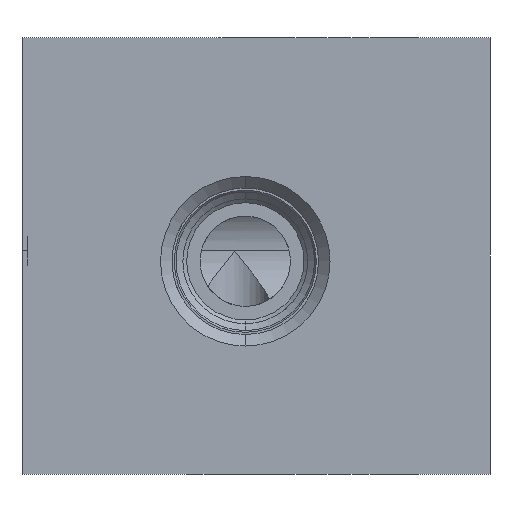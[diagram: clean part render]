
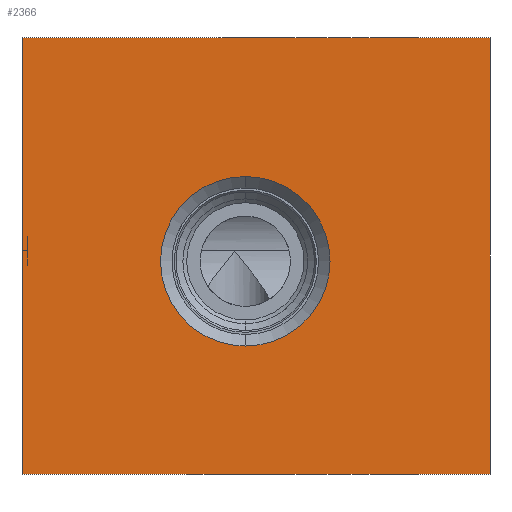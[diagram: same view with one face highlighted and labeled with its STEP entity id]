
A CAD part, left-side view. The second image highlights one B-rep face of the part: STEP entity #2366.
In plain terms, the highlighted planar face has unit normal (-1, 0, 0).
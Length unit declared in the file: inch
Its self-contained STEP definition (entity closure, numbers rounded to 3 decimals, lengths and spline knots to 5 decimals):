
#1=DIRECTION('',(0.,-1.,0.));
#2=VECTOR('',#1,2.75);
#3=CARTESIAN_POINT('',(0.,0.,0.));
#4=LINE('',#3,#2);
#37=DIRECTION('',(0.,0.,1.));
#38=VECTOR('',#37,2.562);
#39=CARTESIAN_POINT('',(0.,0.,0.));
#40=LINE('',#39,#38);
#41=CARTESIAN_POINT('',(0.,-1.312,1.25));
#42=DIRECTION('',(1.,0.,0.));
#43=DIRECTION('',(0.,0.,-1.));
#44=AXIS2_PLACEMENT_3D('',#41,#42,#43);
#46=CARTESIAN_POINT('',(0.,-1.312,1.25));
#47=DIRECTION('',(1.,0.,0.));
#48=DIRECTION('',(0.,0.,1.));
#49=AXIS2_PLACEMENT_3D('',#46,#47,#48);
#89=DIRECTION('',(0.,0.,1.));
#90=VECTOR('',#89,2.562);
#91=CARTESIAN_POINT('',(0.,-2.75,0.));
#92=LINE('',#91,#90);
#113=DIRECTION('',(0.,-1.,0.));
#114=VECTOR('',#113,2.75);
#115=CARTESIAN_POINT('',(0.,0.,2.562));
#116=LINE('',#115,#114);
#2004=CARTESIAN_POINT('',(0.,0.,0.));
#2005=CARTESIAN_POINT('',(0.,-2.75,0.));
#2006=VERTEX_POINT('',#2004);
#2007=VERTEX_POINT('',#2005);
#2012=CARTESIAN_POINT('',(0.,0.,2.562));
#2013=CARTESIAN_POINT('',(0.,-2.75,2.562));
#2014=VERTEX_POINT('',#2012);
#2015=VERTEX_POINT('',#2013);
#2244=CARTESIAN_POINT('',(0.,-1.312,1.748));
#2245=VERTEX_POINT('',#2244);
#2254=CARTESIAN_POINT('',(0.,-1.312,0.752));
#2255=VERTEX_POINT('',#2254);
#2346=CARTESIAN_POINT('',(0.,0.,0.));
#2347=DIRECTION('',(-1.,0.,0.));
#2348=DIRECTION('',(0.,-1.,0.));
#2349=AXIS2_PLACEMENT_3D('',#2346,#2347,#2348);
#2350=PLANE('',#2349);
#2351=ORIENTED_EDGE('',*,*,#2323,.F.);
#2353=ORIENTED_EDGE('',*,*,#2352,.T.);
#2355=ORIENTED_EDGE('',*,*,#2354,.T.);
#2357=ORIENTED_EDGE('',*,*,#2356,.F.);
#2358=EDGE_LOOP('',(#2351,#2353,#2355,#2357));
#2359=FACE_OUTER_BOUND('',#2358,.F.);
#2361=ORIENTED_EDGE('',*,*,#2360,.F.);
#2363=ORIENTED_EDGE('',*,*,#2362,.F.);
#2364=EDGE_LOOP('',(#2361,#2363));
#2365=FACE_BOUND('',#2364,.F.);
#2366=ADVANCED_FACE('',(#2359,#2365),#2350,.T.);
#45=CIRCLE('',#44,0.498);
#50=CIRCLE('',#49,0.498);
#2323=EDGE_CURVE('',#2006,#2007,#4,.T.);
#2352=EDGE_CURVE('',#2006,#2014,#40,.T.);
#2354=EDGE_CURVE('',#2014,#2015,#116,.T.);
#2356=EDGE_CURVE('',#2007,#2015,#92,.T.);
#2360=EDGE_CURVE('',#2255,#2245,#45,.T.);
#2362=EDGE_CURVE('',#2245,#2255,#50,.T.);
